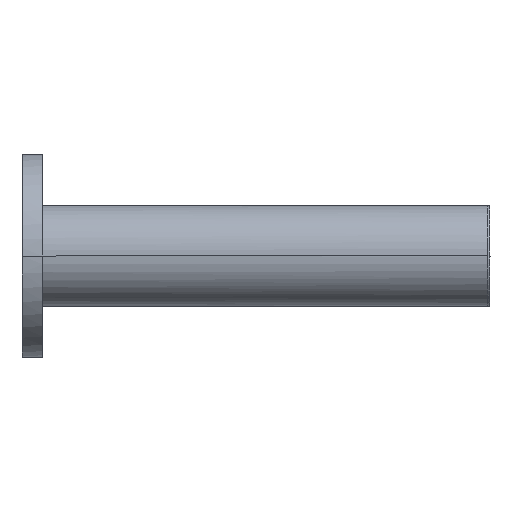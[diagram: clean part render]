
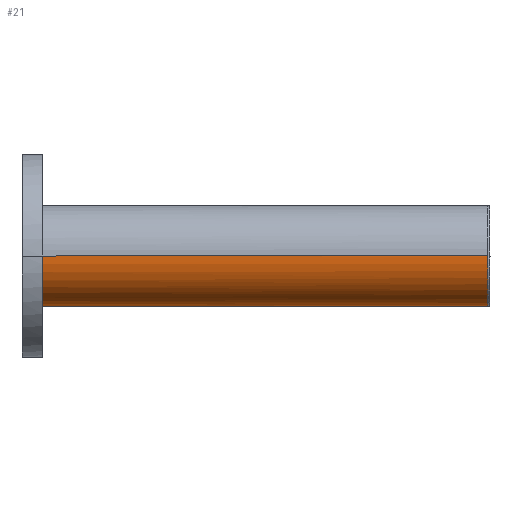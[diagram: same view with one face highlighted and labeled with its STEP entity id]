
A CAD part, left-side view. The second image highlights one B-rep face of the part: STEP entity #21.
In plain terms, the highlighted cylindrical face has radius 12.5 mm (diameter 25 mm), a partial arc.
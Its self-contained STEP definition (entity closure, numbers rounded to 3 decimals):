
#21=ADVANCED_FACE('',(#117),#1481,.T.);
#117=FACE_OUTER_BOUND('',#213,.T.);
#213=EDGE_LOOP('',(#315,#316,#317,#318,#319,#320,#321,#322,#323,#324,#325));
#315=ORIENTED_EDGE('',*,*,#783,.T.);
#316=ORIENTED_EDGE('',*,*,#788,.T.);
#317=ORIENTED_EDGE('',*,*,#803,.T.);
#318=ORIENTED_EDGE('',*,*,#806,.T.);
#319=ORIENTED_EDGE('',*,*,#787,.T.);
#320=ORIENTED_EDGE('',*,*,#786,.T.);
#321=ORIENTED_EDGE('',*,*,#986,.T.);
#322=ORIENTED_EDGE('',*,*,#990,.T.);
#323=ORIENTED_EDGE('',*,*,#785,.F.);
#324=ORIENTED_EDGE('',*,*,#994,.F.);
#325=ORIENTED_EDGE('',*,*,#784,.T.);
#783=EDGE_CURVE('',#1251,#1252,#1199,.T.);
#784=EDGE_CURVE('',#1253,#1251,#1017,.T.);
#785=EDGE_CURVE('',#1392,#1254,#1200,.T.);
#786=EDGE_CURVE('',#1257,#1256,#1018,.T.);
#787=EDGE_CURVE('',#1258,#1257,#1019,.T.);
#788=EDGE_CURVE('',#1252,#1260,#1020,.T.);
#803=EDGE_CURVE('',#1260,#1259,#1029,.T.);
#806=EDGE_CURVE('',#1259,#1258,#1032,.T.);
#986=EDGE_CURVE('',#1256,#1255,#1177,.T.);
#990=EDGE_CURVE('',#1255,#1254,#1180,.T.);
#994=EDGE_CURVE('',#1253,#1392,#1245,.T.);
#1017=B_SPLINE_CURVE_WITH_KNOTS('',1,(#4602,#4603),.UNSPECIFIED.,.F.,.F.,
(2,2),(-109.5,0.),.UNSPECIFIED.);
#1018=B_SPLINE_CURVE_WITH_KNOTS('',3,(#4609,#4610,#4611,#4612,#4613,#4614,
#4615,#4616,#4617,#4618,#4619,#4620,#4621,#4622,#4623,#4624,#4625,#4626,
#4627,#4628,#4629),.UNSPECIFIED.,.F.,.F.,(4,1,1,1,1,1,1,1,1,1,1,1,1,1,1,
1,1,1,4),(-7.494,-7.078,-6.662,-6.245,
-5.829,-5.413,-4.996,-4.58,
-4.164,-3.747,-3.331,-2.914,
-2.498,-2.082,-1.665,-1.249,
-0.833,-0.416,0.),.UNSPECIFIED.);
#1019=B_SPLINE_CURVE_WITH_KNOTS('',1,(#4630,#4631),.UNSPECIFIED.,.F.,.F.,
(2,2),(-24.,0.),.UNSPECIFIED.);
#1020=B_SPLINE_CURVE_WITH_KNOTS('',1,(#4632,#4633),.UNSPECIFIED.,.F.,.F.,
(2,2),(-43.,0.),.UNSPECIFIED.);
#1029=B_SPLINE_CURVE_WITH_KNOTS('',3,(#4724,#4725,#4726,#4727,#4728,#4729,
#4730,#4731,#4732,#4733),.UNSPECIFIED.,.F.,.F.,(4,1,1,1,1,1,1,4),(0.,1.617,
3.235,4.852,6.47,8.087,9.705,
11.322),.UNSPECIFIED.);
#1032=B_SPLINE_CURVE_WITH_KNOTS('',3,(#4754,#4755,#4756,#4757,#4758,#4759,
#4760,#4761,#4762,#4763),.UNSPECIFIED.,.F.,.F.,(4,1,1,1,1,1,1,4),(0.,1.617,
3.235,4.852,6.47,8.087,9.704,
11.322),.UNSPECIFIED.);
#1177=B_SPLINE_CURVE_WITH_KNOTS('',3,(#5910,#5911,#5912,#5913,#5914,#5915,
#5916,#5917,#5918),.UNSPECIFIED.,.F.,.F.,(4,1,1,1,1,1,4),(0.,0.891,
1.782,2.673,3.565,4.456,5.347),
 .UNSPECIFIED.);
#1180=B_SPLINE_CURVE_WITH_KNOTS('',3,(#5947,#5948,#5949,#5950,#5951,#5952,
#5953,#5954,#5955,#5956,#5957,#5958,#5959,#5960,#5961,#5962),
 .UNSPECIFIED.,.F.,.F.,(4,1,1,1,1,1,1,1,1,1,1,1,1,4),(0.,1.798,
3.595,5.393,7.19,8.988,10.785,
12.583,14.38,16.178,17.975,19.773,
21.57,23.368),.UNSPECIFIED.);
#1199=(
BOUNDED_CURVE()
B_SPLINE_CURVE(2,(#4597,#4598,#4599,#4600,#4601),.UNSPECIFIED.,.F.,.F.)
B_SPLINE_CURVE_WITH_KNOTS((3,2,3),(-39.27,-19.635,
0.),.UNSPECIFIED.)
CURVE()
GEOMETRIC_REPRESENTATION_ITEM()
RATIONAL_B_SPLINE_CURVE((1.,0.707,1.,0.707,1.))
REPRESENTATION_ITEM('')
);
#1200=(
BOUNDED_CURVE()
B_SPLINE_CURVE(2,(#4604,#4605,#4606,#4607,#4608),.UNSPECIFIED.,.F.,.F.)
B_SPLINE_CURVE_WITH_KNOTS((3,2,3),(0.196,10.946,21.697),
 .UNSPECIFIED.)
CURVE()
GEOMETRIC_REPRESENTATION_ITEM()
RATIONAL_B_SPLINE_CURVE((1.,0.909,1.,0.909,1.))
REPRESENTATION_ITEM('')
);
#1245=(
BOUNDED_CURVE()
B_SPLINE_CURVE(2,(#5974,#5975,#5976),.UNSPECIFIED.,.F.,.F.)
B_SPLINE_CURVE_WITH_KNOTS((3,3),(75.21,75.398),
 .UNSPECIFIED.)
CURVE()
GEOMETRIC_REPRESENTATION_ITEM()
RATIONAL_B_SPLINE_CURVE((1.,1.,1.))
REPRESENTATION_ITEM('')
);
#1251=VERTEX_POINT('',#4453);
#1252=VERTEX_POINT('',#4454);
#1253=VERTEX_POINT('',#4455);
#1254=VERTEX_POINT('',#4456);
#1255=VERTEX_POINT('',#4457);
#1256=VERTEX_POINT('',#4458);
#1257=VERTEX_POINT('',#4459);
#1258=VERTEX_POINT('',#4460);
#1259=VERTEX_POINT('',#4461);
#1260=VERTEX_POINT('',#4462);
#1392=VERTEX_POINT('',#4594);
#1481=CYLINDRICAL_SURFACE('',#1511,12.5);
#1511=AXIS2_PLACEMENT_3D('',#1581,#1546,$);
#1546=DIRECTION('',(0.,-1.,0.));
#1581=CARTESIAN_POINT('',(-375.,-59.75,0.));
#4453=CARTESIAN_POINT('',(-387.5,-5.,0.));
#4454=CARTESIAN_POINT('',(-362.5,-5.,0.));
#4455=CARTESIAN_POINT('',(-387.5,-114.5,0.));
#4456=CARTESIAN_POINT('',(-372.948,-114.5,-12.33));
#4457=CARTESIAN_POINT('',(-366.598,-92.31,-9.255));
#4458=CARTESIAN_POINT('',(-364.428,-88.242,-6.67));
#4459=CARTESIAN_POINT('',(-362.5,-86.,0.));
#4460=CARTESIAN_POINT('',(-362.5,-62.,0.));
#4461=CARTESIAN_POINT('',(-364.644,-55.,-7.));
#4462=CARTESIAN_POINT('',(-362.5,-48.,0.));
#4594=CARTESIAN_POINT('',(-387.498,-114.5,-0.196));
#4597=CARTESIAN_POINT('',(-387.5,-5.,0.));
#4598=CARTESIAN_POINT('',(-387.5,-5.,-12.5));
#4599=CARTESIAN_POINT('',(-375.,-5.,-12.5));
#4600=CARTESIAN_POINT('',(-362.5,-5.,-12.5));
#4601=CARTESIAN_POINT('',(-362.5,-5.,0.));
#4602=CARTESIAN_POINT('',(-387.5,-114.5,0.));
#4603=CARTESIAN_POINT('',(-387.5,-5.,0.));
#4604=CARTESIAN_POINT('',(-387.498,-114.5,-0.196));
#4605=CARTESIAN_POINT('',(-387.409,-114.5,-5.928));
#4606=CARTESIAN_POINT('',(-383.006,-114.5,-9.6));
#4607=CARTESIAN_POINT('',(-378.603,-114.5,-13.272));
#4608=CARTESIAN_POINT('',(-372.948,-114.5,-12.33));
#4609=CARTESIAN_POINT('',(-362.5,-86.,0.));
#4610=CARTESIAN_POINT('',(-362.5,-86.005,-0.167));
#4611=CARTESIAN_POINT('',(-362.507,-86.017,-0.48));
#4612=CARTESIAN_POINT('',(-362.529,-86.043,-0.881));
#4613=CARTESIAN_POINT('',(-362.56,-86.077,-1.236));
#4614=CARTESIAN_POINT('',(-362.597,-86.117,-1.562));
#4615=CARTESIAN_POINT('',(-362.64,-86.165,-1.876));
#4616=CARTESIAN_POINT('',(-362.691,-86.221,-2.185));
#4617=CARTESIAN_POINT('',(-362.748,-86.284,-2.485));
#4618=CARTESIAN_POINT('',(-362.811,-86.352,-2.776));
#4619=CARTESIAN_POINT('',(-362.878,-86.425,-3.055));
#4620=CARTESIAN_POINT('',(-362.953,-86.507,-3.341));
#4621=CARTESIAN_POINT('',(-363.044,-86.606,-3.653));
#4622=CARTESIAN_POINT('',(-363.158,-86.73,-4.008));
#4623=CARTESIAN_POINT('',(-363.304,-86.892,-4.418));
#4624=CARTESIAN_POINT('',(-363.483,-87.094,-4.869));
#4625=CARTESIAN_POINT('',(-363.693,-87.335,-5.339));
#4626=CARTESIAN_POINT('',(-363.927,-87.613,-5.808));
#4627=CARTESIAN_POINT('',(-364.16,-87.897,-6.23));
#4628=CARTESIAN_POINT('',(-364.336,-88.123,-6.524));
#4629=CARTESIAN_POINT('',(-364.428,-88.242,-6.67));
#4630=CARTESIAN_POINT('',(-362.5,-62.,0.));
#4631=CARTESIAN_POINT('',(-362.5,-86.,0.));
#4632=CARTESIAN_POINT('',(-362.5,-5.,0.));
#4633=CARTESIAN_POINT('',(-362.5,-48.,0.));
#4724=CARTESIAN_POINT('',(-362.5,-48.,0.));
#4725=CARTESIAN_POINT('',(-362.5,-48.,-0.505));
#4726=CARTESIAN_POINT('',(-362.559,-48.103,-1.512));
#4727=CARTESIAN_POINT('',(-362.852,-48.641,-3.073));
#4728=CARTESIAN_POINT('',(-363.281,-49.49,-4.416));
#4729=CARTESIAN_POINT('',(-363.788,-50.652,-5.563));
#4730=CARTESIAN_POINT('',(-364.246,-51.99,-6.387));
#4731=CARTESIAN_POINT('',(-364.576,-53.523,-6.901));
#4732=CARTESIAN_POINT('',(-364.644,-54.505,-7.));
#4733=CARTESIAN_POINT('',(-364.644,-55.,-7.));
#4754=CARTESIAN_POINT('',(-364.644,-55.,-7.));
#4755=CARTESIAN_POINT('',(-364.644,-55.505,-7.));
#4756=CARTESIAN_POINT('',(-364.571,-56.5,-6.894));
#4757=CARTESIAN_POINT('',(-364.251,-57.988,-6.396));
#4758=CARTESIAN_POINT('',(-363.791,-59.341,-5.569));
#4759=CARTESIAN_POINT('',(-363.287,-60.496,-4.431));
#4760=CARTESIAN_POINT('',(-362.857,-61.35,-3.093));
#4761=CARTESIAN_POINT('',(-362.559,-61.895,-1.523));
#4762=CARTESIAN_POINT('',(-362.5,-62.,-0.509));
#4763=CARTESIAN_POINT('',(-362.5,-62.,0.));
#5910=CARTESIAN_POINT('',(-364.428,-88.242,-6.67));
#5911=CARTESIAN_POINT('',(-364.526,-88.37,-6.825));
#5912=CARTESIAN_POINT('',(-364.728,-88.646,-7.129));
#5913=CARTESIAN_POINT('',(-365.035,-89.112,-7.552));
#5914=CARTESIAN_POINT('',(-365.374,-89.679,-7.981));
#5915=CARTESIAN_POINT('',(-365.754,-90.388,-8.419));
#5916=CARTESIAN_POINT('',(-366.167,-91.254,-8.851));
#5917=CARTESIAN_POINT('',(-366.453,-91.939,-9.124));
#5918=CARTESIAN_POINT('',(-366.598,-92.31,-9.255));
#5947=CARTESIAN_POINT('',(-366.598,-92.31,-9.255));
#5948=CARTESIAN_POINT('',(-366.798,-92.824,-9.437));
#5949=CARTESIAN_POINT('',(-367.183,-93.853,-9.763));
#5950=CARTESIAN_POINT('',(-367.715,-95.369,-10.164));
#5951=CARTESIAN_POINT('',(-368.223,-96.902,-10.509));
#5952=CARTESIAN_POINT('',(-368.725,-98.494,-10.816));
#5953=CARTESIAN_POINT('',(-369.231,-100.178,-11.094));
#5954=CARTESIAN_POINT('',(-369.722,-101.891,-11.335));
#5955=CARTESIAN_POINT('',(-370.189,-103.583,-11.541));
#5956=CARTESIAN_POINT('',(-370.645,-105.291,-11.72));
#5957=CARTESIAN_POINT('',(-371.103,-107.052,-11.88));
#5958=CARTESIAN_POINT('',(-371.564,-108.865,-12.022));
#5959=CARTESIAN_POINT('',(-372.026,-110.717,-12.144));
#5960=CARTESIAN_POINT('',(-372.488,-112.6,-12.248));
#5961=CARTESIAN_POINT('',(-372.794,-113.865,-12.305));
#5962=CARTESIAN_POINT('',(-372.948,-114.5,-12.33));
#5974=CARTESIAN_POINT('',(-387.5,-114.5,0.));
#5975=CARTESIAN_POINT('',(-387.5,-114.5,-0.098));
#5976=CARTESIAN_POINT('',(-387.498,-114.5,-0.196));
